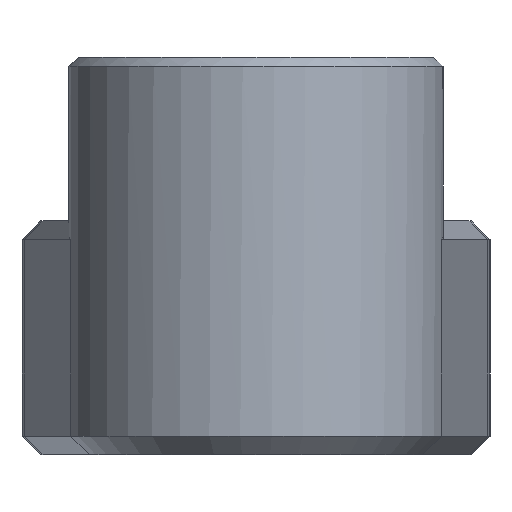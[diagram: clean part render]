
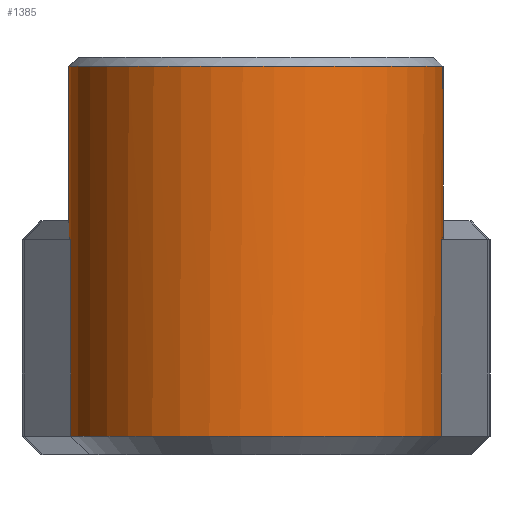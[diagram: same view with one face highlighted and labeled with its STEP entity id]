
A CAD part, left-side view. The second image highlights one B-rep face of the part: STEP entity #1385.
In plain terms, the highlighted cylindrical face has radius 4 mm (diameter 8 mm), a full revolution.
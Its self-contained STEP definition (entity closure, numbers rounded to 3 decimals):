
#75 = VERTEX_POINT ( 'NONE', #929 ) ;
#95 = DIRECTION ( 'NONE',  ( 0., 0., 1. ) ) ;
#167 =( BOUNDED_CURVE ( )  B_SPLINE_CURVE ( 3, ( #452, #814, #218, #702 ),
 .UNSPECIFIED., .F., .T. ) 
 B_SPLINE_CURVE_WITH_KNOTS ( ( 4, 4 ),
 ( 5.832, 6.283 ),
 .UNSPECIFIED. ) 
 CURVE ( )  GEOMETRIC_REPRESENTATION_ITEM ( )  RATIONAL_B_SPLINE_CURVE ( ( 1., 0.983, 0.983, 1. ) ) 
 REPRESENTATION_ITEM ( '' )  );
#190 = CARTESIAN_POINT ( 'NONE',  ( -34.624, 3.816, 5. ) ) ;
#191 = ORIENTED_EDGE ( 'NONE', *, *, #417, .F. ) ;
#203 = ORIENTED_EDGE ( 'NONE', *, *, #926, .T. ) ;
#218 = CARTESIAN_POINT ( 'NONE',  ( -35.808, 4.046, 4.6 ) ) ;
#229 = FACE_OUTER_BOUND ( 'NONE', #761, .T. ) ;
#269 = CARTESIAN_POINT ( 'NONE',  ( -36.408, -3.957, 4.6 ) ) ;
#277 = EDGE_CURVE ( 'NONE', #1115, #1267, #1359, .T. ) ;
#319 = EDGE_CURVE ( 'NONE', #1044, #1115, #351, .T. ) ;
#322 = CARTESIAN_POINT ( 'NONE',  ( -34.624, -3.816, 5. ) ) ;
#350 = DIRECTION ( 'NONE',  ( -1., 0., 0. ) ) ;
#351 = LINE ( 'NONE', #1145, #1537 ) ;
#360 = CARTESIAN_POINT ( 'NONE',  ( -36.408, 3.957, 4.6 ) ) ;
#417 = EDGE_CURVE ( 'NONE', #1540, #1267, #767, .T. ) ;
#452 = CARTESIAN_POINT ( 'NONE',  ( -34.624, 3.816, 5. ) ) ;
#469 = DIRECTION ( 'NONE',  ( 0., 0., -1. ) ) ;
#475 = VERTEX_POINT ( 'NONE', #322 ) ;
#483 = EDGE_CURVE ( 'NONE', #958, #1044, #167, .T. ) ;
#504 = ORIENTED_EDGE ( 'NONE', *, *, #1040, .T. ) ;
#515 = CIRCLE ( 'NONE', #1088, 4. ) ;
#570 = EDGE_LOOP ( 'NONE', ( #1475, #696, #191, #203, #733, #647 ) ) ;
#601 = CYLINDRICAL_SURFACE ( 'NONE', #1102, 4. ) ;
#647 = ORIENTED_EDGE ( 'NONE', *, *, #483, .T. ) ;
#696 = ORIENTED_EDGE ( 'NONE', *, *, #277, .T. ) ;
#702 = CARTESIAN_POINT ( 'NONE',  ( -36.408, 3.957, 4.6 ) ) ;
#732 = CARTESIAN_POINT ( 'NONE',  ( -35.825, 0., 5. ) ) ;
#733 = ORIENTED_EDGE ( 'NONE', *, *, #1057, .T. ) ;
#761 = EDGE_LOOP ( 'NONE', ( #504 ) ) ;
#767 = LINE ( 'NONE', #1256, #873 ) ;
#787 = CARTESIAN_POINT ( 'NONE',  ( -36.408, -3.957, 0.4 ) ) ;
#812 = CARTESIAN_POINT ( 'NONE',  ( -35.825, 0., 0.4 ) ) ;
#814 = CARTESIAN_POINT ( 'NONE',  ( -35.203, 3.998, 4.736 ) ) ;
#837 = FACE_OUTER_BOUND ( 'NONE', #570, .T. ) ;
#873 = VECTOR ( 'NONE', #1139, 1000. ) ;
#877 = CIRCLE ( 'NONE', #959, 4. ) ;
#926 = EDGE_CURVE ( 'NONE', #1540, #475, #1412, .T. ) ;
#929 = CARTESIAN_POINT ( 'NONE',  ( -31.825, 0., 8.3 ) ) ;
#935 = CARTESIAN_POINT ( 'NONE',  ( -35.203, -3.998, 4.736 ) ) ;
#958 = VERTEX_POINT ( 'NONE', #190 ) ;
#959 = AXIS2_PLACEMENT_3D ( 'NONE', #1569, #469, #1456 ) ;
#1016 = DIRECTION ( 'NONE',  ( 0., 0., -1. ) ) ;
#1040 = EDGE_CURVE ( 'NONE', #75, #75, #877, .T. ) ;
#1044 = VERTEX_POINT ( 'NONE', #360 ) ;
#1057 = EDGE_CURVE ( 'NONE', #475, #958, #515, .T. ) ;
#1068 = CARTESIAN_POINT ( 'NONE',  ( -36.408, -3.957, 4.6 ) ) ;
#1088 = AXIS2_PLACEMENT_3D ( 'NONE', #732, #1202, #1094 ) ;
#1094 = DIRECTION ( 'NONE',  ( -1., 0., 0. ) ) ;
#1102 = AXIS2_PLACEMENT_3D ( 'NONE', #1554, #1307, #350 ) ;
#1115 = VERTEX_POINT ( 'NONE', #1378 ) ;
#1139 = DIRECTION ( 'NONE',  ( 0., 0., -1. ) ) ;
#1145 = CARTESIAN_POINT ( 'NONE',  ( -36.408, 3.957, 5. ) ) ;
#1202 = DIRECTION ( 'NONE',  ( 0., 0., 1. ) ) ;
#1207 = AXIS2_PLACEMENT_3D ( 'NONE', #812, #95, #1330 ) ;
#1256 = CARTESIAN_POINT ( 'NONE',  ( -36.408, -3.957, 5. ) ) ;
#1267 = VERTEX_POINT ( 'NONE', #787 ) ;
#1307 = DIRECTION ( 'NONE',  ( 0., 0., -1. ) ) ;
#1330 = DIRECTION ( 'NONE',  ( 1., 0., 0. ) ) ;
#1359 = CIRCLE ( 'NONE', #1207, 4. ) ;
#1378 = CARTESIAN_POINT ( 'NONE',  ( -36.408, 3.957, 0.4 ) ) ;
#1385 = ADVANCED_FACE ( 'NONE', ( #229, #837 ), #601, .T. ) ;
#1412 =( BOUNDED_CURVE ( )  B_SPLINE_CURVE ( 3, ( #1068, #1430, #935, #1546 ),
 .UNSPECIFIED., .F., .F. ) 
 B_SPLINE_CURVE_WITH_KNOTS ( ( 4, 4 ),
 ( 0., 0.451 ),
 .UNSPECIFIED. ) 
 CURVE ( )  GEOMETRIC_REPRESENTATION_ITEM ( )  RATIONAL_B_SPLINE_CURVE ( ( 1., 0.983, 0.983, 1. ) ) 
 REPRESENTATION_ITEM ( '' )  );
#1430 = CARTESIAN_POINT ( 'NONE',  ( -35.808, -4.046, 4.6 ) ) ;
#1456 = DIRECTION ( 'NONE',  ( 1., 0., 0. ) ) ;
#1475 = ORIENTED_EDGE ( 'NONE', *, *, #319, .T. ) ;
#1537 = VECTOR ( 'NONE', #1016, 1000. ) ;
#1540 = VERTEX_POINT ( 'NONE', #269 ) ;
#1546 = CARTESIAN_POINT ( 'NONE',  ( -34.624, -3.816, 5. ) ) ;
#1554 = CARTESIAN_POINT ( 'NONE',  ( -35.825, 0., 5. ) ) ;
#1569 = CARTESIAN_POINT ( 'NONE',  ( -35.825, 0., 8.3 ) ) ;
